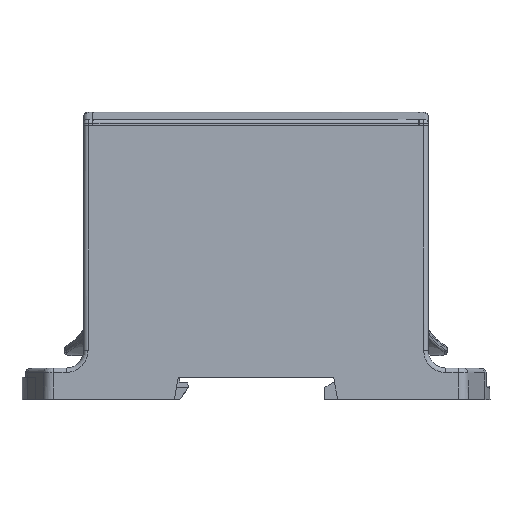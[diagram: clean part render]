
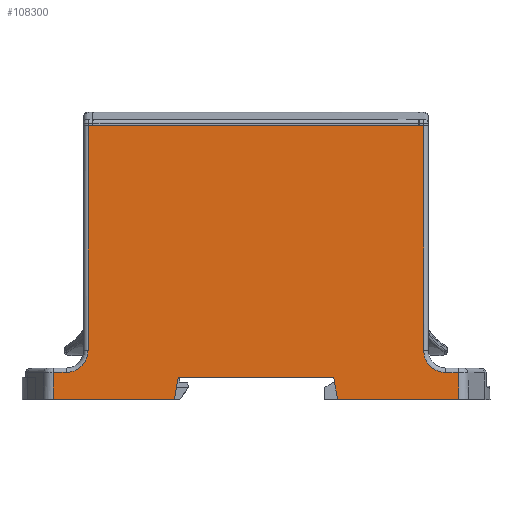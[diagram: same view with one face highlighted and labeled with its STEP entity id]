
A CAD part, top view. The second image highlights one B-rep face of the part: STEP entity #108300.
In plain terms, the highlighted planar face has unit normal (0, 0.009, 1).
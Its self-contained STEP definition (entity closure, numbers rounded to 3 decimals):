
#3130=CARTESIAN_POINT('',(45.925,0.,
18.541));
#3140=VERTEX_POINT('',#3130);
#3170=CARTESIAN_POINT('',(45.925,0.,
18.541));
#3180=DIRECTION('',(-0.015,1.,
-0.009));
#3190=VECTOR('',#3180,1.);
#3200=LINE('',#3170,#3190);
#3210=CARTESIAN_POINT('',(45.831,6.071,
18.488));
#3220=VERTEX_POINT('',#3210);
#3230=EDGE_CURVE('',#3140,#3220,#3200,.T.);
#4560=CARTESIAN_POINT('',(-38.,11.096,18.444));
#4570=VERTEX_POINT('',#4560);
#4600=CARTESIAN_POINT('',(-37.998,11.096,
18.444));
#4610=CARTESIAN_POINT('',(-37.998,10.724,
18.447));
#4620=CARTESIAN_POINT('',(-38.107,9.757,
18.456));
#4630=CARTESIAN_POINT('',(-38.679,8.406,
18.468));
#4640=CARTESIAN_POINT('',(-39.716,7.236,
18.478));
#4650=CARTESIAN_POINT('',(-41.113,6.351,
18.486));
#4660=CARTESIAN_POINT('',(-42.272,6.104,
18.488));
#4670=CARTESIAN_POINT('',(-42.956,6.096,
18.488));
#4680=B_SPLINE_CURVE_WITH_KNOTS('',3,(#4600,#4610,#4620,#4630,#4640,
#4650,#4660,#4670),.UNSPECIFIED.,.F.,.F.,(4,1,1,1,1,4),(
0.009,0.232,0.589,0.875
,1.16,1.571),.UNSPECIFIED.);
#4690=CARTESIAN_POINT('',(-42.957,6.096,
18.488));
#4700=VERTEX_POINT('',#4690);
#4710=EDGE_CURVE('',#4570,#4700,#4680,.T.);
#12820=CARTESIAN_POINT('',(-37.,62.,18.));
#12830=VERTEX_POINT('',#12820);
#13430=CARTESIAN_POINT('',(-42.956,6.096,
18.488));
#13440=DIRECTION('',(-1.,-0.009,
0.));
#13450=VECTOR('',#13440,1.);
#13460=LINE('',#13430,#13450);
#13470=CARTESIAN_POINT('',(-45.831,6.071,
18.488));
#13480=VERTEX_POINT('',#13470);
#13490=EDGE_CURVE('',#4700,#13480,#13460,.T.);
#14210=CARTESIAN_POINT('',(-45.925,0.,
18.541));
#14220=VERTEX_POINT('',#14210);
#14250=CARTESIAN_POINT('',(-45.925,0.,18.541));
#14260=DIRECTION('',(1.,0.,0.));
#14270=VECTOR('',#14260,1.);
#14280=LINE('',#14250,#14270);
#14290=CARTESIAN_POINT('',(-18.482,0.,
18.541));
#14300=VERTEX_POINT('',#14290);
#14310=EDGE_CURVE('',#14220,#14300,#14280,.T.);
#15450=CARTESIAN_POINT('',(-37.,62.,18.));
#15460=DIRECTION('',(-1.,0.,0.));
#15470=VECTOR('',#15460,1.);
#15480=LINE('',#15450,#15470);
#15490=CARTESIAN_POINT('',(-38.,62.,18.));
#15500=VERTEX_POINT('',#15490);
#15510=EDGE_CURVE('',#12830,#15500,#15480,.T.);
#16350=CARTESIAN_POINT('',(38.,62.,18.));
#16360=VERTEX_POINT('',#16350);
#18260=CARTESIAN_POINT('',(37.,62.,18.));
#18270=VERTEX_POINT('',#18260);
#18300=CARTESIAN_POINT('',(37.,62.,18.));
#18310=DIRECTION('',(-1.,0.,0.));
#18320=VECTOR('',#18310,1.);
#18330=LINE('',#18300,#18320);
#18340=EDGE_CURVE('',#18270,#12830,#18330,.T.);
#20340=CARTESIAN_POINT('',(-38.,11.096,18.444));
#20350=DIRECTION('',(0.,1.,
-0.009));
#20360=VECTOR('',#20350,1.);
#20370=LINE('',#20340,#20360);
#20380=EDGE_CURVE('',#4570,#15500,#20370,.T.);
#23360=CARTESIAN_POINT('',(-45.831,6.071,
18.488));
#23370=DIRECTION('',(-0.015,-1.,
0.009));
#23380=VECTOR('',#23370,1.);
#23390=LINE('',#23360,#23380);
#23400=EDGE_CURVE('',#13480,#14220,#23390,.T.);
#31240=CARTESIAN_POINT('',(38.,62.,18.));
#31250=DIRECTION('',(-1.,0.,0.));
#31260=VECTOR('',#31250,1.);
#31270=LINE('',#31240,#31260);
#31280=EDGE_CURVE('',#16360,#18270,#31270,.T.);
#39390=CARTESIAN_POINT('',(45.831,6.071,
18.488));
#39400=DIRECTION('',(-1.,0.009,
0.));
#39410=VECTOR('',#39400,1.);
#39420=LINE('',#39390,#39410);
#39430=CARTESIAN_POINT('',(42.956,6.096,
18.488));
#39440=VERTEX_POINT('',#39430);
#39450=EDGE_CURVE('',#3220,#39440,#39420,.T.);
#92720=CARTESIAN_POINT('',(18.482,0.,
18.541));
#92730=VERTEX_POINT('',#92720);
#92760=CARTESIAN_POINT('',(18.482,0.,
18.541));
#92770=DIRECTION('',(1.,0.,0.));
#92780=VECTOR('',#92770,1.);
#92790=LINE('',#92760,#92780);
#92800=EDGE_CURVE('',#92730,#3140,#92790,.T.);
#107390=CARTESIAN_POINT('',(42.956,6.095,
18.488));
#107400=CARTESIAN_POINT('',(42.585,6.098,
18.488));
#107410=CARTESIAN_POINT('',(41.619,6.214,
18.487));
#107420=CARTESIAN_POINT('',(40.274,6.798,
18.482));
#107430=CARTESIAN_POINT('',(39.114,7.844,
18.473));
#107440=CARTESIAN_POINT('',(38.239,9.248,
18.46));
#107450=CARTESIAN_POINT('',(38.001,10.41,
18.45));
#107460=CARTESIAN_POINT('',(38.,11.096,
18.444));
#107470=B_SPLINE_CURVE_WITH_KNOTS('',3,(#107390,#107400,#107410,#107420,
#107430,#107440,#107450,#107460),.UNSPECIFIED.,.F.,.F.,(4,1,1,1,1,4),(
-1.571,-1.348,-0.991,-0.706
,-0.42,-0.009),.UNSPECIFIED.);
#107480=CARTESIAN_POINT('',(38.,11.093,18.444));
#107490=VERTEX_POINT('',#107480);
#107500=EDGE_CURVE('',#39440,#107490,#107470,.T.);
#107710=CARTESIAN_POINT('',(38.,62.,18.));
#107720=DIRECTION('',(0.,-1.,
0.009));
#107730=VECTOR('',#107720,1.);
#107740=LINE('',#107710,#107730);
#107750=EDGE_CURVE('',#16360,#107490,#107740,.T.);
#107800=CARTESIAN_POINT('',(-23.033,27.826,
18.298));
#107810=DIRECTION('',(0.,0.009,
1.));
#107820=DIRECTION('',(1.,0.,0.));
#107830=AXIS2_PLACEMENT_3D('',#107800,#107810,#107820);
#107840=PLANE('',#107830);
#107850=CARTESIAN_POINT('',(17.6,5.,18.497));
#107860=DIRECTION('',(0.174,-0.985,
0.009));
#107870=VECTOR('',#107860,1.);
#107880=LINE('',#107850,#107870);
#107890=CARTESIAN_POINT('',(17.6,5.,18.497));
#107900=VERTEX_POINT('',#107890);
#107910=CARTESIAN_POINT('',(17.776,4.,
18.506));
#107920=VERTEX_POINT('',#107910);
#107930=EDGE_CURVE('',#107900,#107920,#107880,.T.);
#107940=ORIENTED_EDGE('',*,*,#107930,.T.);
#107950=CARTESIAN_POINT('',(17.6,5.,18.497));
#107960=DIRECTION('',(-1.,0.,0.));
#107970=VECTOR('',#107960,1.);
#107980=LINE('',#107950,#107970);
#107990=CARTESIAN_POINT('',(-17.6,5.,18.497));
#108000=VERTEX_POINT('',#107990);
#108010=EDGE_CURVE('',#107900,#108000,#107980,.T.);
#108020=ORIENTED_EDGE('',*,*,#108010,.F.);
#108030=CARTESIAN_POINT('',(-18.482,0.,18.541));
#108040=DIRECTION('',(0.174,0.985,
-0.009));
#108050=VECTOR('',#108040,1.);
#108060=LINE('',#108030,#108050);
#108070=EDGE_CURVE('',#14300,#108000,#108060,.T.);
#108080=ORIENTED_EDGE('',*,*,#108070,.T.);
#108090=ORIENTED_EDGE('',*,*,#14310,.T.);
#108100=ORIENTED_EDGE('',*,*,#23400,.T.);
#108110=ORIENTED_EDGE('',*,*,#13490,.T.);
#108120=ORIENTED_EDGE('',*,*,#4710,.T.);
#108130=ORIENTED_EDGE('',*,*,#20380,.F.);
#108140=ORIENTED_EDGE('',*,*,#15510,.T.);
#108150=ORIENTED_EDGE('',*,*,#18340,.T.);
#108160=ORIENTED_EDGE('',*,*,#31280,.T.);
#108170=ORIENTED_EDGE('',*,*,#107750,.F.);
#108180=ORIENTED_EDGE('',*,*,#107500,.T.);
#108190=ORIENTED_EDGE('',*,*,#39450,.T.);
#108200=ORIENTED_EDGE('',*,*,#3230,.T.);
#108210=ORIENTED_EDGE('',*,*,#92800,.T.);
#108220=CARTESIAN_POINT('',(17.776,4.,
18.506));
#108230=DIRECTION('',(0.174,-0.985,
0.009));
#108240=VECTOR('',#108230,1.);
#108250=LINE('',#108220,#108240);
#108260=EDGE_CURVE('',#107920,#92730,#108250,.T.);
#108270=ORIENTED_EDGE('',*,*,#108260,.T.);
#108280=EDGE_LOOP('',(#108270,#108210,#108200,#108190,#108180,#108170,
#108160,#108150,#108140,#108130,#108120,#108110,#108100,#108090,#108080,
#108020,#107940));
#108290=FACE_OUTER_BOUND('',#108280,.T.);
#108300=ADVANCED_FACE('',(#108290),#107840,.T.);
